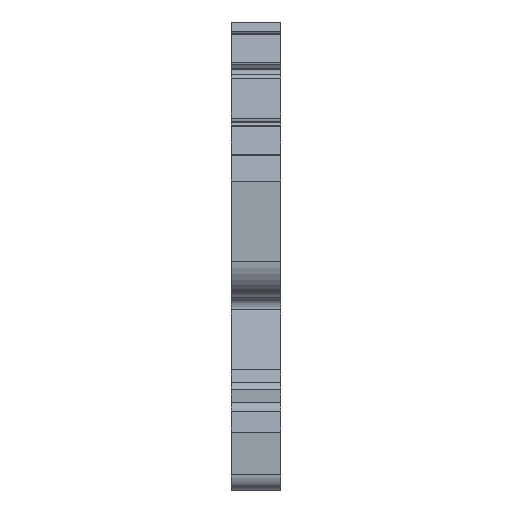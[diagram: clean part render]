
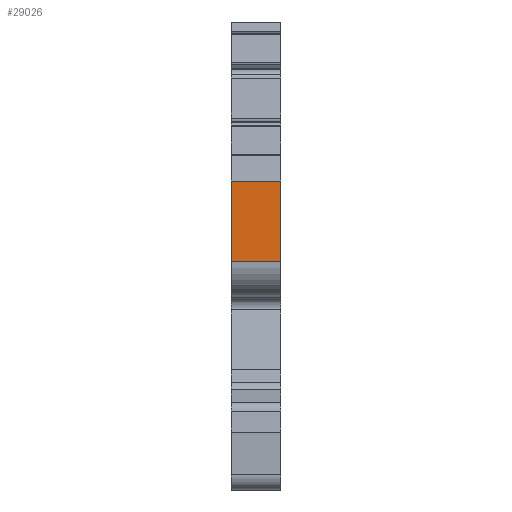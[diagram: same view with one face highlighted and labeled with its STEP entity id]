
A CAD part, left-side view. The second image highlights one B-rep face of the part: STEP entity #29026.
In plain terms, the highlighted planar face has unit normal (-1, 0, 0).
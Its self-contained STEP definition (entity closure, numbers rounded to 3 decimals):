
#498 = DIRECTION ( 'NONE',  ( 0., -1., 0. ) ) ;
#578 = ORIENTED_EDGE ( 'NONE', *, *, #38853, .F. ) ;
#2650 = VECTOR ( 'NONE', #498, 1000. ) ;
#4951 = CARTESIAN_POINT ( 'NONE',  ( -49.25, 0., 14.839 ) ) ;
#5127 = VECTOR ( 'NONE', #20076, 1000. ) ;
#5526 = DIRECTION ( 'NONE',  ( 0., 0., 1. ) ) ;
#6724 = EDGE_CURVE ( 'NONE', #28146, #36179, #10880, .T. ) ;
#7472 = CARTESIAN_POINT ( 'NONE',  ( -49.25, 3.5, 9.184 ) ) ;
#7578 = CARTESIAN_POINT ( 'NONE',  ( -49.25, 3.5, 14.839 ) ) ;
#8594 = ORIENTED_EDGE ( 'NONE', *, *, #16839, .T. ) ;
#10880 = LINE ( 'NONE', #17006, #19172 ) ;
#14105 = CARTESIAN_POINT ( 'NONE',  ( -49.25, 3.5, 14.839 ) ) ;
#16460 = CARTESIAN_POINT ( 'NONE',  ( -49.25, 0., 9.184 ) ) ;
#16839 = EDGE_CURVE ( 'NONE', #17251, #18642, #33582, .T. ) ;
#17006 = CARTESIAN_POINT ( 'NONE',  ( -49.25, 3.5, 14.839 ) ) ;
#17251 = VERTEX_POINT ( 'NONE', #7472 ) ;
#17636 = ORIENTED_EDGE ( 'NONE', *, *, #6724, .F. ) ;
#18642 = VERTEX_POINT ( 'NONE', #16460 ) ;
#19172 = VECTOR ( 'NONE', #29020, 1000. ) ;
#20076 = DIRECTION ( 'NONE',  ( 0., 0., 1. ) ) ;
#20268 = LINE ( 'NONE', #14105, #5127 ) ;
#20407 = DIRECTION ( 'NONE',  ( 1., 0., 0. ) ) ;
#23137 = LINE ( 'NONE', #4951, #23366 ) ;
#23355 = FACE_OUTER_BOUND ( 'NONE', #36652, .T. ) ;
#23366 = VECTOR ( 'NONE', #5526, 1000. ) ;
#25062 = AXIS2_PLACEMENT_3D ( 'NONE', #7578, #20407, #32155 ) ;
#26309 = PLANE ( 'NONE',  #25062 ) ;
#26437 = CARTESIAN_POINT ( 'NONE',  ( -49.25, 3.5, 14.839 ) ) ;
#27019 = ORIENTED_EDGE ( 'NONE', *, *, #36653, .T. ) ;
#28146 = VERTEX_POINT ( 'NONE', #26437 ) ;
#29020 = DIRECTION ( 'NONE',  ( 0., -1., 0. ) ) ;
#29026 = ADVANCED_FACE ( 'NONE', ( #23355 ), #26309, .F. ) ;
#32155 = DIRECTION ( 'NONE',  ( 0., 0., 1. ) ) ;
#33582 = LINE ( 'NONE', #37124, #2650 ) ;
#35813 = CARTESIAN_POINT ( 'NONE',  ( -49.25, 0., 14.839 ) ) ;
#36179 = VERTEX_POINT ( 'NONE', #35813 ) ;
#36652 = EDGE_LOOP ( 'NONE', ( #27019, #17636, #578, #8594 ) ) ;
#36653 = EDGE_CURVE ( 'NONE', #18642, #36179, #23137, .T. ) ;
#37124 = CARTESIAN_POINT ( 'NONE',  ( -49.25, 3.5, 9.184 ) ) ;
#38853 = EDGE_CURVE ( 'NONE', #17251, #28146, #20268, .T. ) ;
